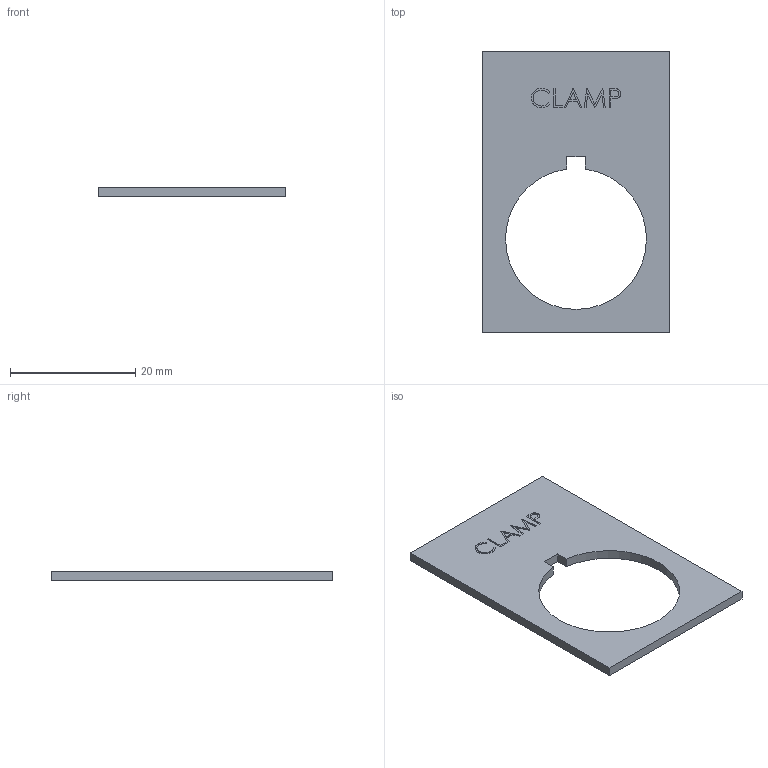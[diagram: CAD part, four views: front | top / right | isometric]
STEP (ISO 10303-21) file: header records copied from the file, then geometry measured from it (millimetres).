
FILE_DESCRIPTION (( 'STEP AP214' ), '1' );
FILE_NAME ('ECX1670-B24.step', '2018-10-09T17:00:06', ( '' ), ( '' ), 'SwSTEP 2.0', 'SolidWorks 2017', '' );
FILE_SCHEMA (( 'AUTOMOTIVE_DESIGN' ));
Length unit declared in the file: inch
Products named in the file (1): ECX1670-B24
Bounding box: 30 x 45 x 1.5 mm (x, y, z)
Volume: 1419.8 mm3; surface area: 2232.1 mm2
Topology: 1 solids, 1 shells, 74 faces, 195 edges, 130 vertices
Faces by surface type: plane 56, bspline 15, cylinder 3
Entity records: 3947 total; most frequent: CARTESIAN_POINT 1383, ORIENTED_EDGE 390, DIRECTION 291, EDGE_CURVE 195, VECTOR 159, LINE 159, VERTEX_POINT 130, EDGE_LOOP 83
